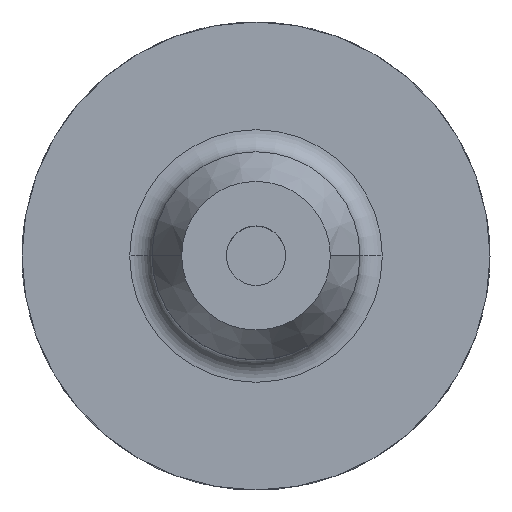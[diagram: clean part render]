
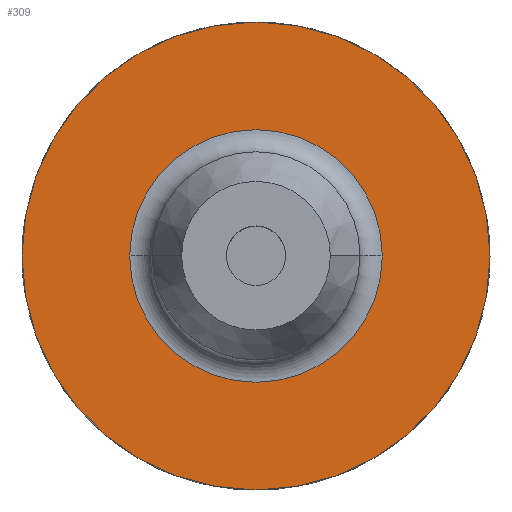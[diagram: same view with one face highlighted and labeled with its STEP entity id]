
A CAD part, top view. The second image highlights one B-rep face of the part: STEP entity #309.
In plain terms, the highlighted planar face has unit normal (0, 0, 1).
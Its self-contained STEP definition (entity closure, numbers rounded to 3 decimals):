
#30 = EDGE_CURVE ( 'NONE', #375, #1389, #703, .T. ) ;
#58 = CARTESIAN_POINT ( 'NONE',  ( -31.5, 0., 27. ) ) ;
#109 = DIRECTION ( 'NONE',  ( 0., 0., -1. ) ) ;
#123 = CIRCLE ( 'NONE', #1223, 31.5 ) ;
#136 = DIRECTION ( 'NONE',  ( -1., 0., 0. ) ) ;
#186 = CARTESIAN_POINT ( 'NONE',  ( -17., 0., 27. ) ) ;
#202 = ORIENTED_EDGE ( 'NONE', *, *, #30, .T. ) ;
#234 = AXIS2_PLACEMENT_3D ( 'NONE', #667, #1400, #1282 ) ;
#268 = DIRECTION ( 'NONE',  ( -1., 0., 0. ) ) ;
#269 = FACE_BOUND ( 'NONE', #1079, .T. ) ;
#309 = ADVANCED_FACE ( 'NONE', ( #269, #1579 ), #1428, .F. ) ;
#347 = AXIS2_PLACEMENT_3D ( 'NONE', #1326, #972, #136 ) ;
#363 = EDGE_CURVE ( 'NONE', #1302, #546, #123, .T. ) ;
#375 = VERTEX_POINT ( 'NONE', #1113 ) ;
#415 = ORIENTED_EDGE ( 'NONE', *, *, #363, .F. ) ;
#546 = VERTEX_POINT ( 'NONE', #58 ) ;
#554 = EDGE_CURVE ( 'NONE', #1389, #375, #1035, .T. ) ;
#612 = EDGE_CURVE ( 'NONE', #546, #1302, #893, .T. ) ;
#647 = CARTESIAN_POINT ( 'NONE',  ( 0., 0., 27. ) ) ;
#651 = DIRECTION ( 'NONE',  ( 0., 0., -1. ) ) ;
#667 = CARTESIAN_POINT ( 'NONE',  ( 0., 0., 27. ) ) ;
#703 = CIRCLE ( 'NONE', #347, 17. ) ;
#706 = AXIS2_PLACEMENT_3D ( 'NONE', #1054, #109, #943 ) ;
#730 = AXIS2_PLACEMENT_3D ( 'NONE', #647, #651, #1147 ) ;
#791 = EDGE_LOOP ( 'NONE', ( #1215, #415 ) ) ;
#862 = CARTESIAN_POINT ( 'NONE',  ( 31.5, 0., 27. ) ) ;
#893 = CIRCLE ( 'NONE', #730, 31.5 ) ;
#943 = DIRECTION ( 'NONE',  ( -1., 0., 0. ) ) ;
#972 = DIRECTION ( 'NONE',  ( 0., 0., -1. ) ) ;
#988 = DIRECTION ( 'NONE',  ( 0., 0., -1. ) ) ;
#995 = CARTESIAN_POINT ( 'NONE',  ( 0., 0., 27. ) ) ;
#1035 = CIRCLE ( 'NONE', #234, 17. ) ;
#1054 = CARTESIAN_POINT ( 'NONE',  ( 0., 14., 27. ) ) ;
#1079 = EDGE_LOOP ( 'NONE', ( #1475, #202 ) ) ;
#1113 = CARTESIAN_POINT ( 'NONE',  ( 17., 0., 27. ) ) ;
#1147 = DIRECTION ( 'NONE',  ( -1., 0., 0. ) ) ;
#1215 = ORIENTED_EDGE ( 'NONE', *, *, #612, .F. ) ;
#1223 = AXIS2_PLACEMENT_3D ( 'NONE', #995, #988, #268 ) ;
#1282 = DIRECTION ( 'NONE',  ( -1., 0., 0. ) ) ;
#1302 = VERTEX_POINT ( 'NONE', #862 ) ;
#1326 = CARTESIAN_POINT ( 'NONE',  ( 0., 0., 27. ) ) ;
#1389 = VERTEX_POINT ( 'NONE', #186 ) ;
#1400 = DIRECTION ( 'NONE',  ( 0., 0., -1. ) ) ;
#1428 = PLANE ( 'NONE',  #706 ) ;
#1475 = ORIENTED_EDGE ( 'NONE', *, *, #554, .T. ) ;
#1579 = FACE_OUTER_BOUND ( 'NONE', #791, .T. ) ;
